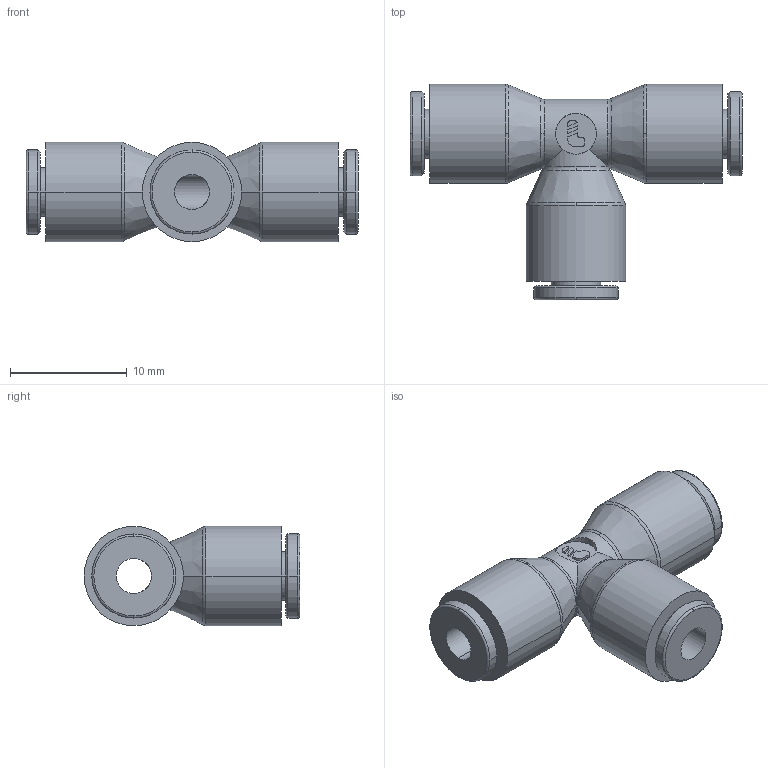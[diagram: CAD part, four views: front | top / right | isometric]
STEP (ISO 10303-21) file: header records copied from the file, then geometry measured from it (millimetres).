
FILE_DESCRIPTION(('STEP AP214'),'1');
FILE_NAME('3104_03_00.stp','2016-07-07T14:57:38',('TraceParts'),('TraceParts S.A.'),'Spatial InterOp 3D',' ',' ');
FILE_SCHEMA(('automotive_design'));
Length unit declared in the file: millimetre
Products named in the file (1): 1
Bounding box: 28.4 x 18.45 x 8.5 mm (x, y, z)
Volume: 1531.2 mm3; surface area: 1631 mm2
Topology: 1 solids, 1 shells, 91 faces, 238 edges, 157 vertices
Faces by surface type: cylinder 35, plane 26, torus 18, cone 12
Entity records: 3073 total; most frequent: CARTESIAN_POINT 690, DIRECTION 550, ORIENTED_EDGE 476, EDGE_CURVE 238, AXIS2_PLACEMENT_3D 233, VERTEX_POINT 157, CIRCLE 137, EDGE_LOOP 103
